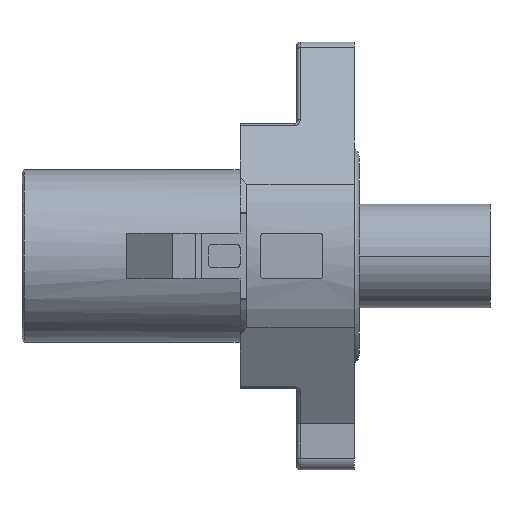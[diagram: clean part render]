
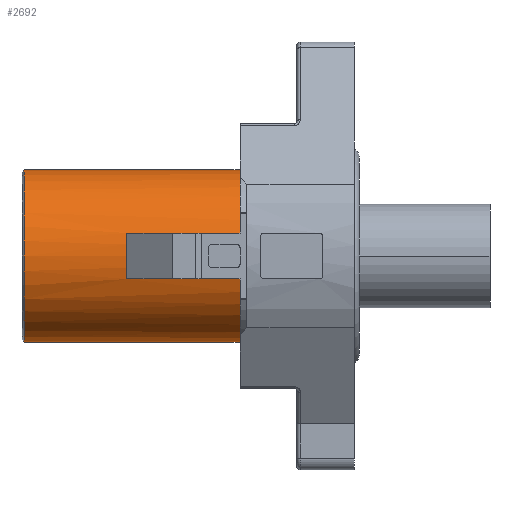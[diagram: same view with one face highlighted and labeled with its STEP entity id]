
A CAD part, left-side view. The second image highlights one B-rep face of the part: STEP entity #2692.
In plain terms, the highlighted cylindrical face has radius 3.75 mm (diameter 7.5 mm), a partial arc.
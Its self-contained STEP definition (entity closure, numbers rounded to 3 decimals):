
#94 = CARTESIAN_POINT ( 'NONE',  ( -3.614, 2.47, -1. ) ) ;
#182 = ORIENTED_EDGE ( 'NONE', *, *, #446, .T. ) ;
#213 = DIRECTION ( 'NONE',  ( 0., 1., 0. ) ) ;
#377 = DIRECTION ( 'NONE',  ( 0., 1., 0. ) ) ;
#446 = EDGE_CURVE ( 'NONE', #6760, #4103, #6706, .T. ) ;
#471 = CARTESIAN_POINT ( 'NONE',  ( -3.614, 7.4, 1. ) ) ;
#582 = VERTEX_POINT ( 'NONE', #471 ) ;
#665 = ORIENTED_EDGE ( 'NONE', *, *, #3955, .T. ) ;
#864 = ORIENTED_EDGE ( 'NONE', *, *, #4279, .T. ) ;
#1042 = EDGE_CURVE ( 'NONE', #6744, #2066, #4134, .T. ) ;
#1173 = CARTESIAN_POINT ( 'NONE',  ( 0., 2.47, -3.75 ) ) ;
#1442 = CARTESIAN_POINT ( 'NONE',  ( 0., 11.95, 0. ) ) ;
#1467 = DIRECTION ( 'NONE',  ( 0., -1., 0. ) ) ;
#1494 = AXIS2_PLACEMENT_3D ( 'NONE', #2330, #213, #4015 ) ;
#1661 = AXIS2_PLACEMENT_3D ( 'NONE', #6745, #2884, #1779 ) ;
#1767 = EDGE_LOOP ( 'NONE', ( #3793, #6651, #665, #4127, #182, #2054, #5123, #864 ) ) ;
#1779 = DIRECTION ( 'NONE',  ( 0., 0., -1. ) ) ;
#1852 = AXIS2_PLACEMENT_3D ( 'NONE', #1997, #5311, #4694 ) ;
#1871 = CARTESIAN_POINT ( 'NONE',  ( 0., 11.85, 0. ) ) ;
#1989 = EDGE_CURVE ( 'NONE', #582, #4103, #4604, .T. ) ;
#1997 = CARTESIAN_POINT ( 'NONE',  ( 0., 2.47, 0. ) ) ;
#2013 = CARTESIAN_POINT ( 'NONE',  ( 0., 11.95, 3.75 ) ) ;
#2018 = DIRECTION ( 'NONE',  ( 0., -1., 0. ) ) ;
#2054 = ORIENTED_EDGE ( 'NONE', *, *, #1989, .F. ) ;
#2059 = CARTESIAN_POINT ( 'NONE',  ( -3.614, 11.95, -1. ) ) ;
#2066 = VERTEX_POINT ( 'NONE', #6695 ) ;
#2223 = VECTOR ( 'NONE', #5373, 1000. ) ;
#2288 = DIRECTION ( 'NONE',  ( 0., 1., 0. ) ) ;
#2319 = EDGE_CURVE ( 'NONE', #6044, #582, #6084, .T. ) ;
#2330 = CARTESIAN_POINT ( 'NONE',  ( 0., 2.47, 0. ) ) ;
#2460 = DIRECTION ( 'NONE',  ( 0., 0., 1. ) ) ;
#2692 = ADVANCED_FACE ( 'NONE', ( #5435 ), #5178, .T. ) ;
#2743 = EDGE_CURVE ( 'NONE', #7158, #6760, #4467, .T. ) ;
#2884 = DIRECTION ( 'NONE',  ( 0., -1., 0. ) ) ;
#3106 = VECTOR ( 'NONE', #2288, 1000. ) ;
#3193 = VECTOR ( 'NONE', #1467, 1000. ) ;
#3304 = EDGE_CURVE ( 'NONE', #6744, #5493, #6927, .T. ) ;
#3334 = CARTESIAN_POINT ( 'NONE',  ( -3.614, 11.95, 1. ) ) ;
#3378 = CARTESIAN_POINT ( 'NONE',  ( 0., 11.85, 3.75 ) ) ;
#3428 = LINE ( 'NONE', #5444, #2223 ) ;
#3545 = AXIS2_PLACEMENT_3D ( 'NONE', #1442, #2018, #3573 ) ;
#3573 = DIRECTION ( 'NONE',  ( 0., 0., -1. ) ) ;
#3701 = CARTESIAN_POINT ( 'NONE',  ( 0., 11.85, -3.75 ) ) ;
#3793 = ORIENTED_EDGE ( 'NONE', *, *, #1042, .F. ) ;
#3878 = CARTESIAN_POINT ( 'NONE',  ( -3.614, 2.47, 1. ) ) ;
#3955 = EDGE_CURVE ( 'NONE', #5493, #7158, #3428, .T. ) ;
#4015 = DIRECTION ( 'NONE',  ( 0., 0., 1. ) ) ;
#4060 = DIRECTION ( 'NONE',  ( 0., -1., 0. ) ) ;
#4103 = VERTEX_POINT ( 'NONE', #5028 ) ;
#4127 = ORIENTED_EDGE ( 'NONE', *, *, #2743, .T. ) ;
#4134 = LINE ( 'NONE', #2013, #3193 ) ;
#4181 = CIRCLE ( 'NONE', #1494, 3.75 ) ;
#4279 = EDGE_CURVE ( 'NONE', #6044, #2066, #4181, .T. ) ;
#4467 = CIRCLE ( 'NONE', #1852, 3.75 ) ;
#4502 = AXIS2_PLACEMENT_3D ( 'NONE', #1871, #4060, #2460 ) ;
#4604 = CIRCLE ( 'NONE', #1661, 3.75 ) ;
#4694 = DIRECTION ( 'NONE',  ( 0., 0., 1. ) ) ;
#5028 = CARTESIAN_POINT ( 'NONE',  ( -3.614, 7.4, -1. ) ) ;
#5123 = ORIENTED_EDGE ( 'NONE', *, *, #2319, .F. ) ;
#5178 = CYLINDRICAL_SURFACE ( 'NONE', #3545, 3.75 ) ;
#5311 = DIRECTION ( 'NONE',  ( 0., 1., 0. ) ) ;
#5373 = DIRECTION ( 'NONE',  ( 0., -1., 0. ) ) ;
#5435 = FACE_OUTER_BOUND ( 'NONE', #1767, .T. ) ;
#5444 = CARTESIAN_POINT ( 'NONE',  ( 0., 11.95, -3.75 ) ) ;
#5493 = VERTEX_POINT ( 'NONE', #3701 ) ;
#6044 = VERTEX_POINT ( 'NONE', #3878 ) ;
#6084 = LINE ( 'NONE', #3334, #3106 ) ;
#6651 = ORIENTED_EDGE ( 'NONE', *, *, #3304, .T. ) ;
#6695 = CARTESIAN_POINT ( 'NONE',  ( 0., 2.47, 3.75 ) ) ;
#6706 = LINE ( 'NONE', #2059, #6949 ) ;
#6744 = VERTEX_POINT ( 'NONE', #3378 ) ;
#6745 = CARTESIAN_POINT ( 'NONE',  ( 0., 7.4, 0. ) ) ;
#6760 = VERTEX_POINT ( 'NONE', #94 ) ;
#6927 = CIRCLE ( 'NONE', #4502, 3.75 ) ;
#6949 = VECTOR ( 'NONE', #377, 1000. ) ;
#7158 = VERTEX_POINT ( 'NONE', #1173 ) ;
